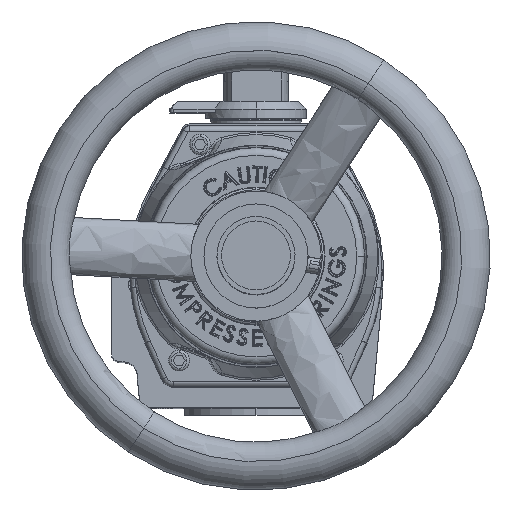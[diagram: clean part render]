
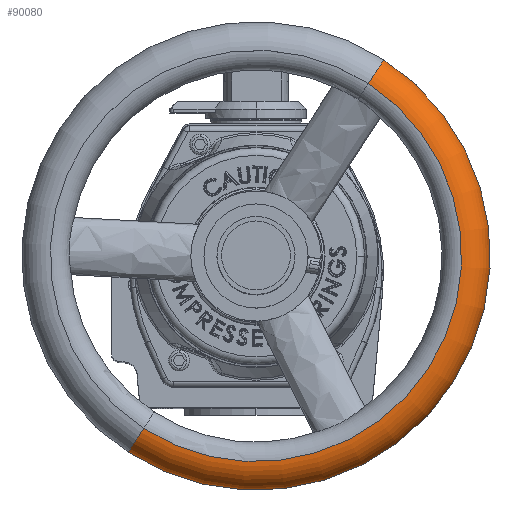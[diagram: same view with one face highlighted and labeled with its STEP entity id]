
A CAD part, top view. The second image highlights one B-rep face of the part: STEP entity #90080.
In plain terms, the highlighted toroidal (fillet/blend) face has major radius 79 mm and minor radius 11 mm.
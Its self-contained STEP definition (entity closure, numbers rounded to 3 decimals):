
#2119 = VERTEX_POINT ( 'NONE', #120909 ) ;
#2150 = AXIS2_PLACEMENT_3D ( 'NONE', #12426, #20719, #102266 ) ;
#4043 = CARTESIAN_POINT ( 'NONE',  ( 0., 0., 335.32 ) ) ;
#4178 = CARTESIAN_POINT ( 'NONE',  ( 43.128, 66.189, 313.32 ) ) ;
#6001 = ORIENTED_EDGE ( 'NONE', *, *, #95242, .F. ) ;
#12426 = CARTESIAN_POINT ( 'NONE',  ( 0., 0., 313.32 ) ) ;
#13685 = CARTESIAN_POINT ( 'NONE',  ( -43.128, -66.189, 313.32 ) ) ;
#16460 = ORIENTED_EDGE ( 'NONE', *, *, #78158, .T. ) ;
#20495 = DIRECTION ( 'NONE',  ( 0., 0., 1. ) ) ;
#20719 = DIRECTION ( 'NONE',  ( 0., 0., 1. ) ) ;
#24379 = EDGE_LOOP ( 'NONE', ( #25464, #16460, #25988, #6001 ) ) ;
#25464 = ORIENTED_EDGE ( 'NONE', *, *, #74983, .F. ) ;
#25988 = ORIENTED_EDGE ( 'NONE', *, *, #59240, .T. ) ;
#28808 = CARTESIAN_POINT ( 'NONE',  ( 0., 0., 324.32 ) ) ;
#31012 = TOROIDAL_SURFACE ( 'NONE', #44572, 79., 11. ) ;
#33277 = DIRECTION ( 'NONE',  ( 0.546, 0.838, 0. ) ) ;
#34504 = VERTEX_POINT ( 'NONE', #62259 ) ;
#38562 = DIRECTION ( 'NONE',  ( 0.838, -0.546, 0. ) ) ;
#44572 = AXIS2_PLACEMENT_3D ( 'NONE', #28808, #20495, #53897 ) ;
#45636 = CIRCLE ( 'NONE', #128820, 11. ) ;
#46603 = CARTESIAN_POINT ( 'NONE',  ( -43.128, -66.189, 324.32 ) ) ;
#53462 = VERTEX_POINT ( 'NONE', #13685 ) ;
#53897 = DIRECTION ( 'NONE',  ( 0.546, 0.838, 0. ) ) ;
#58243 = DIRECTION ( 'NONE',  ( 0., 0., 1. ) ) ;
#58671 = CIRCLE ( 'NONE', #114815, 11. ) ;
#59240 = EDGE_CURVE ( 'NONE', #61466, #34504, #58671, .T. ) ;
#61466 = VERTEX_POINT ( 'NONE', #4178 ) ;
#62259 = CARTESIAN_POINT ( 'NONE',  ( 43.128, 66.189, 335.32 ) ) ;
#63669 = CARTESIAN_POINT ( 'NONE',  ( 43.128, 66.189, 324.32 ) ) ;
#68536 = FACE_OUTER_BOUND ( 'NONE', #24379, .T. ) ;
#74983 = EDGE_CURVE ( 'NONE', #53462, #2119, #45636, .T. ) ;
#78158 = EDGE_CURVE ( 'Defeatured_0_993+Defeatured_0_992+Defeatured_0_992+Defeatured_0_992', #53462, #61466, #94900, .T. ) ;
#88429 = CIRCLE ( 'NONE', #123649, 79. ) ;
#90080 = ADVANCED_FACE ( 'Defeatured_0_993', ( #68536 ), #31012, .T. ) ;
#94900 = CIRCLE ( 'NONE', #2150, 79. ) ;
#95242 = EDGE_CURVE ( 'Defeatured_0_991+Defeatured_0_993+Defeatured_0_993+Defeatured_0_993', #2119, #34504, #88429, .T. ) ;
#102266 = DIRECTION ( 'NONE',  ( 0.546, 0.838, 0. ) ) ;
#111708 = DIRECTION ( 'NONE',  ( 0.546, 0.838, 0. ) ) ;
#114815 = AXIS2_PLACEMENT_3D ( 'NONE', #63669, #38562, #111708 ) ;
#120909 = CARTESIAN_POINT ( 'NONE',  ( -43.128, -66.189, 335.32 ) ) ;
#123649 = AXIS2_PLACEMENT_3D ( 'NONE', #4043, #58243, #33277 ) ;
#126118 = DIRECTION ( 'NONE',  ( -0.546, -0.838, 0. ) ) ;
#128163 = DIRECTION ( 'NONE',  ( -0.838, 0.546, 0. ) ) ;
#128820 = AXIS2_PLACEMENT_3D ( 'NONE', #46603, #128163, #126118 ) ;
